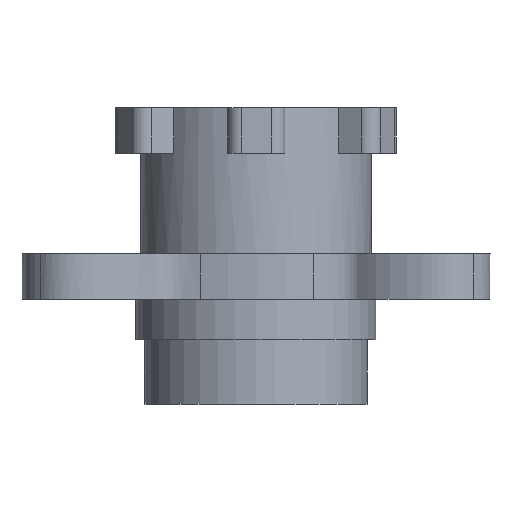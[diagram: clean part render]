
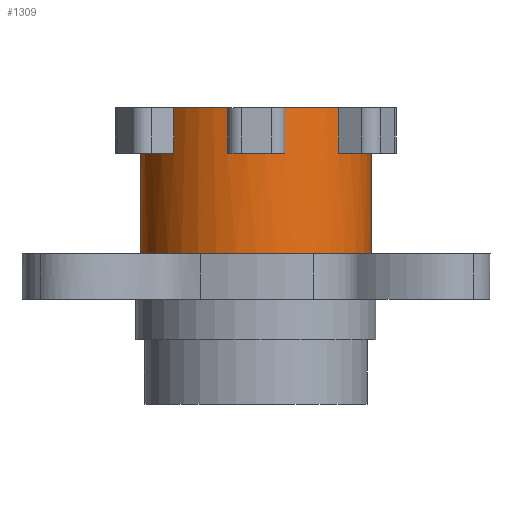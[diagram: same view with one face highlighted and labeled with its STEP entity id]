
A CAD part, front view. The second image highlights one B-rep face of the part: STEP entity #1309.
In plain terms, the highlighted cylindrical face has radius 25.25 mm (diameter 50.5 mm), a full revolution.
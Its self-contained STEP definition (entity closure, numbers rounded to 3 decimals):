
#152=FACE_OUTER_BOUND('',#237,.T.);
#237=EDGE_LOOP('',(#1115,#1116,#1117,#1118,#1119,#1120,#1121,#1122,#1123,
#1124,#1125,#1126,#1127,#1128,#1129,#1130,#1131,#1132,#1133,#1134,#1135,
#1136,#1137,#1138,#1139,#1140,#1141,#1142));
#282=LINE('',#2764,#381);
#284=LINE('',#2770,#383);
#295=LINE('',#2805,#394);
#297=LINE('',#2811,#396);
#308=LINE('',#2846,#407);
#310=LINE('',#2852,#409);
#321=LINE('',#2887,#420);
#323=LINE('',#2893,#422);
#334=LINE('',#2928,#433);
#336=LINE('',#2934,#435);
#339=LINE('',#2945,#438);
#340=LINE('',#2949,#439);
#341=LINE('',#2953,#440);
#381=VECTOR('',#1594,10.);
#383=VECTOR('',#1598,10.);
#394=VECTOR('',#1635,10.);
#396=VECTOR('',#1639,10.);
#407=VECTOR('',#1676,10.);
#409=VECTOR('',#1680,10.);
#420=VECTOR('',#1717,10.);
#422=VECTOR('',#1721,10.);
#433=VECTOR('',#1758,10.);
#435=VECTOR('',#1762,10.);
#438=VECTOR('',#1777,25.25);
#439=VECTOR('',#1780,10.);
#440=VECTOR('',#1783,10.);
#474=CIRCLE('',#1368,25.25);
#483=CIRCLE('',#1386,25.25);
#490=CIRCLE('',#1400,25.25);
#497=CIRCLE('',#1414,25.25);
#504=CIRCLE('',#1428,25.25);
#511=CIRCLE('',#1442,25.25);
#512=CIRCLE('',#1444,25.25);
#513=CIRCLE('',#1445,25.25);
#514=CIRCLE('',#1446,25.25);
#515=CIRCLE('',#1447,25.25);
#516=CIRCLE('',#1448,25.25);
#517=CIRCLE('',#1449,25.25);
#518=CIRCLE('',#1450,25.25);
#519=CIRCLE('',#1451,25.25);
#564=VERTEX_POINT('',#2729);
#575=VERTEX_POINT('',#2760);
#576=VERTEX_POINT('',#2762);
#578=VERTEX_POINT('',#2767);
#579=VERTEX_POINT('',#2769);
#589=VERTEX_POINT('',#2801);
#590=VERTEX_POINT('',#2803);
#592=VERTEX_POINT('',#2808);
#593=VERTEX_POINT('',#2810);
#603=VERTEX_POINT('',#2842);
#604=VERTEX_POINT('',#2844);
#606=VERTEX_POINT('',#2849);
#607=VERTEX_POINT('',#2851);
#617=VERTEX_POINT('',#2883);
#618=VERTEX_POINT('',#2885);
#620=VERTEX_POINT('',#2890);
#621=VERTEX_POINT('',#2892);
#631=VERTEX_POINT('',#2924);
#632=VERTEX_POINT('',#2926);
#634=VERTEX_POINT('',#2931);
#635=VERTEX_POINT('',#2933);
#637=VERTEX_POINT('',#2944);
#638=VERTEX_POINT('',#2946);
#639=VERTEX_POINT('',#2948);
#640=VERTEX_POINT('',#2950);
#641=VERTEX_POINT('',#2952);
#709=EDGE_CURVE('',#564,#564,#474,.T.);
#725=EDGE_CURVE('',#575,#576,#282,.T.);
#727=EDGE_CURVE('',#579,#578,#284,.T.);
#732=EDGE_CURVE('',#576,#579,#483,.T.);
#745=EDGE_CURVE('',#589,#590,#295,.T.);
#747=EDGE_CURVE('',#593,#592,#297,.T.);
#752=EDGE_CURVE('',#590,#593,#490,.T.);
#765=EDGE_CURVE('',#603,#604,#308,.T.);
#767=EDGE_CURVE('',#607,#606,#310,.T.);
#772=EDGE_CURVE('',#604,#607,#497,.T.);
#785=EDGE_CURVE('',#617,#618,#321,.T.);
#787=EDGE_CURVE('',#621,#620,#323,.T.);
#792=EDGE_CURVE('',#618,#621,#504,.T.);
#805=EDGE_CURVE('',#631,#632,#334,.T.);
#807=EDGE_CURVE('',#635,#634,#336,.T.);
#812=EDGE_CURVE('',#632,#635,#511,.T.);
#813=EDGE_CURVE('',#564,#637,#339,.T.);
#814=EDGE_CURVE('',#638,#637,#512,.T.);
#815=EDGE_CURVE('',#638,#639,#340,.T.);
#816=EDGE_CURVE('',#640,#639,#513,.T.);
#817=EDGE_CURVE('',#641,#640,#341,.T.);
#818=EDGE_CURVE('',#603,#641,#514,.T.);
#819=EDGE_CURVE('',#631,#606,#515,.T.);
#820=EDGE_CURVE('',#589,#634,#516,.T.);
#821=EDGE_CURVE('',#575,#592,#517,.T.);
#822=EDGE_CURVE('',#617,#578,#518,.T.);
#823=EDGE_CURVE('',#637,#620,#519,.T.);
#1115=ORIENTED_EDGE('',*,*,#709,.T.);
#1116=ORIENTED_EDGE('',*,*,#813,.T.);
#1117=ORIENTED_EDGE('',*,*,#814,.F.);
#1118=ORIENTED_EDGE('',*,*,#815,.T.);
#1119=ORIENTED_EDGE('',*,*,#816,.F.);
#1120=ORIENTED_EDGE('',*,*,#817,.F.);
#1121=ORIENTED_EDGE('',*,*,#818,.F.);
#1122=ORIENTED_EDGE('',*,*,#765,.T.);
#1123=ORIENTED_EDGE('',*,*,#772,.T.);
#1124=ORIENTED_EDGE('',*,*,#767,.T.);
#1125=ORIENTED_EDGE('',*,*,#819,.F.);
#1126=ORIENTED_EDGE('',*,*,#805,.T.);
#1127=ORIENTED_EDGE('',*,*,#812,.T.);
#1128=ORIENTED_EDGE('',*,*,#807,.T.);
#1129=ORIENTED_EDGE('',*,*,#820,.F.);
#1130=ORIENTED_EDGE('',*,*,#745,.T.);
#1131=ORIENTED_EDGE('',*,*,#752,.T.);
#1132=ORIENTED_EDGE('',*,*,#747,.T.);
#1133=ORIENTED_EDGE('',*,*,#821,.F.);
#1134=ORIENTED_EDGE('',*,*,#725,.T.);
#1135=ORIENTED_EDGE('',*,*,#732,.T.);
#1136=ORIENTED_EDGE('',*,*,#727,.T.);
#1137=ORIENTED_EDGE('',*,*,#822,.F.);
#1138=ORIENTED_EDGE('',*,*,#785,.T.);
#1139=ORIENTED_EDGE('',*,*,#792,.T.);
#1140=ORIENTED_EDGE('',*,*,#787,.T.);
#1141=ORIENTED_EDGE('',*,*,#823,.F.);
#1142=ORIENTED_EDGE('',*,*,#813,.F.);
#1246=CYLINDRICAL_SURFACE('',#1443,25.25);
#1309=ADVANCED_FACE('',(#152),#1246,.T.);
#1368=AXIS2_PLACEMENT_3D('',#2730,#1559,#1560);
#1386=AXIS2_PLACEMENT_3D('',#2778,#1609,#1610);
#1400=AXIS2_PLACEMENT_3D('',#2819,#1650,#1651);
#1414=AXIS2_PLACEMENT_3D('',#2860,#1691,#1692);
#1428=AXIS2_PLACEMENT_3D('',#2901,#1732,#1733);
#1442=AXIS2_PLACEMENT_3D('',#2942,#1773,#1774);
#1443=AXIS2_PLACEMENT_3D('',#2943,#1775,#1776);
#1444=AXIS2_PLACEMENT_3D('',#2947,#1778,#1779);
#1445=AXIS2_PLACEMENT_3D('',#2951,#1781,#1782);
#1446=AXIS2_PLACEMENT_3D('',#2954,#1784,#1785);
#1447=AXIS2_PLACEMENT_3D('',#2955,#1786,#1787);
#1448=AXIS2_PLACEMENT_3D('',#2956,#1788,#1789);
#1449=AXIS2_PLACEMENT_3D('',#2957,#1790,#1791);
#1450=AXIS2_PLACEMENT_3D('',#2958,#1792,#1793);
#1451=AXIS2_PLACEMENT_3D('',#2959,#1794,#1795);
#1559=DIRECTION('center_axis',(0.,0.,1.));
#1560=DIRECTION('ref_axis',(1.,0.,0.));
#1594=DIRECTION('',(0.,0.,-1.));
#1598=DIRECTION('',(0.,0.,1.));
#1609=DIRECTION('center_axis',(0.,0.,-1.));
#1610=DIRECTION('ref_axis',(1.,0.,0.));
#1635=DIRECTION('',(0.,0.,-1.));
#1639=DIRECTION('',(0.,0.,1.));
#1650=DIRECTION('center_axis',(0.,0.,-1.));
#1651=DIRECTION('ref_axis',(1.,0.,0.));
#1676=DIRECTION('',(0.,0.,-1.));
#1680=DIRECTION('',(0.,0.,1.));
#1691=DIRECTION('center_axis',(0.,0.,-1.));
#1692=DIRECTION('ref_axis',(1.,0.,0.));
#1717=DIRECTION('',(0.,0.,-1.));
#1721=DIRECTION('',(0.,0.,1.));
#1732=DIRECTION('center_axis',(0.,0.,-1.));
#1733=DIRECTION('ref_axis',(1.,0.,0.));
#1758=DIRECTION('',(0.,0.,-1.));
#1762=DIRECTION('',(0.,0.,1.));
#1773=DIRECTION('center_axis',(0.,0.,-1.));
#1774=DIRECTION('ref_axis',(1.,0.,0.));
#1775=DIRECTION('center_axis',(0.,0.,-1.));
#1776=DIRECTION('ref_axis',(1.,0.,0.));
#1777=DIRECTION('',(0.,0.,1.));
#1778=DIRECTION('center_axis',(0.,0.,1.));
#1779=DIRECTION('ref_axis',(1.,0.,0.));
#1780=DIRECTION('',(0.,0.,-1.));
#1781=DIRECTION('center_axis',(0.,0.,1.));
#1782=DIRECTION('ref_axis',(1.,0.,0.));
#1783=DIRECTION('',(0.,0.,-1.));
#1784=DIRECTION('center_axis',(0.,0.,1.));
#1785=DIRECTION('ref_axis',(1.,0.,0.));
#1786=DIRECTION('center_axis',(0.,0.,1.));
#1787=DIRECTION('ref_axis',(1.,0.,0.));
#1788=DIRECTION('center_axis',(0.,0.,1.));
#1789=DIRECTION('ref_axis',(1.,0.,0.));
#1790=DIRECTION('center_axis',(0.,0.,1.));
#1791=DIRECTION('ref_axis',(1.,0.,0.));
#1792=DIRECTION('center_axis',(0.,0.,1.));
#1793=DIRECTION('ref_axis',(1.,0.,0.));
#1794=DIRECTION('center_axis',(0.,0.,1.));
#1795=DIRECTION('ref_axis',(1.,0.,0.));
#2729=CARTESIAN_POINT('',(-28.814,19.587,36.858));
#2730=CARTESIAN_POINT('Origin',(-3.564,19.587,36.858));
#2760=CARTESIAN_POINT('',(2.787,-4.851,68.858));
#2762=CARTESIAN_POINT('',(2.787,-4.851,58.858));
#2764=CARTESIAN_POINT('',(2.787,-4.851,68.858));
#2767=CARTESIAN_POINT('',(-9.713,-4.902,68.858));
#2769=CARTESIAN_POINT('',(-9.713,-4.902,58.858));
#2770=CARTESIAN_POINT('',(-9.713,-4.902,68.858));
#2778=CARTESIAN_POINT('Origin',(-3.564,19.587,58.858));
#2801=CARTESIAN_POINT('',(20.776,12.867,68.858));
#2803=CARTESIAN_POINT('',(20.776,12.867,58.858));
#2805=CARTESIAN_POINT('',(20.776,12.867,68.858));
#2808=CARTESIAN_POINT('',(14.57,2.016,68.858));
#2810=CARTESIAN_POINT('',(14.57,2.016,58.858));
#2811=CARTESIAN_POINT('',(14.57,2.016,68.858));
#2819=CARTESIAN_POINT('Origin',(-3.564,19.587,58.858));
#2842=CARTESIAN_POINT('',(-9.914,44.026,68.858));
#2844=CARTESIAN_POINT('',(-9.914,44.026,58.858));
#2846=CARTESIAN_POINT('',(-9.914,44.026,68.858));
#2849=CARTESIAN_POINT('',(2.586,44.077,68.858));
#2851=CARTESIAN_POINT('',(2.586,44.077,58.858));
#2852=CARTESIAN_POINT('',(2.586,44.077,68.858));
#2860=CARTESIAN_POINT('Origin',(-3.564,19.587,58.858));
#2883=CARTESIAN_POINT('',(-21.553,1.869,68.858));
#2885=CARTESIAN_POINT('',(-21.553,1.869,58.858));
#2887=CARTESIAN_POINT('',(-21.553,1.869,68.858));
#2890=CARTESIAN_POINT('',(-27.847,12.668,68.858));
#2892=CARTESIAN_POINT('',(-27.847,12.668,58.858));
#2893=CARTESIAN_POINT('',(-27.847,12.668,68.858));
#2901=CARTESIAN_POINT('Origin',(-3.564,19.587,58.858));
#2924=CARTESIAN_POINT('',(14.426,37.306,68.858));
#2926=CARTESIAN_POINT('',(14.426,37.306,58.858));
#2928=CARTESIAN_POINT('',(14.426,37.306,68.858));
#2931=CARTESIAN_POINT('',(20.72,26.506,68.858));
#2933=CARTESIAN_POINT('',(20.72,26.506,58.858));
#2934=CARTESIAN_POINT('',(20.72,26.506,68.858));
#2942=CARTESIAN_POINT('Origin',(-3.564,19.587,58.858));
#2943=CARTESIAN_POINT('Origin',(-3.564,19.587,68.858));
#2944=CARTESIAN_POINT('',(-28.814,19.587,68.858));
#2945=CARTESIAN_POINT('',(-28.814,19.587,68.858));
#2946=CARTESIAN_POINT('',(-27.903,26.307,68.858));
#2947=CARTESIAN_POINT('Origin',(-3.564,19.587,68.858));
#2948=CARTESIAN_POINT('',(-27.903,26.307,58.858));
#2949=CARTESIAN_POINT('',(-27.903,26.307,68.858));
#2950=CARTESIAN_POINT('',(-21.697,37.158,58.858));
#2951=CARTESIAN_POINT('Origin',(-3.564,19.587,58.858));
#2952=CARTESIAN_POINT('',(-21.697,37.158,68.858));
#2953=CARTESIAN_POINT('',(-21.697,37.158,68.858));
#2954=CARTESIAN_POINT('Origin',(-3.564,19.587,68.858));
#2955=CARTESIAN_POINT('Origin',(-3.564,19.587,68.858));
#2956=CARTESIAN_POINT('Origin',(-3.564,19.587,68.858));
#2957=CARTESIAN_POINT('Origin',(-3.564,19.587,68.858));
#2958=CARTESIAN_POINT('Origin',(-3.564,19.587,68.858));
#2959=CARTESIAN_POINT('Origin',(-3.564,19.587,68.858));
